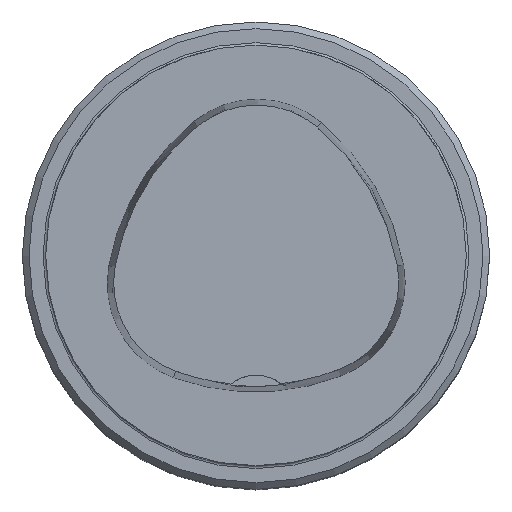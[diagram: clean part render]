
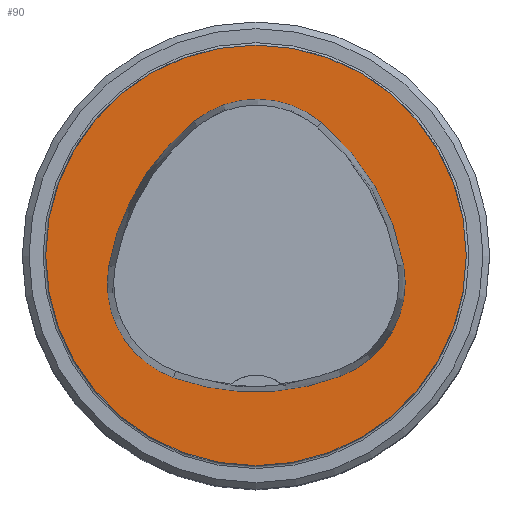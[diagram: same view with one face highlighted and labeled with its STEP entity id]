
A CAD part, top view. The second image highlights one B-rep face of the part: STEP entity #90.
In plain terms, the highlighted planar face has unit normal (0, 0, 1).
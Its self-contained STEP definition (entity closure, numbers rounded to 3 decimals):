
#34=PLANE('',#505);
#90=ADVANCED_FACE('',(#172,#173),#34,.T.);
#172=FACE_BOUND('',#197,.T.);
#173=FACE_BOUND('',#198,.T.);
#197=EDGE_LOOP('',(#278,#279,#280,#281,#282,#283));
#198=EDGE_LOOP('',(#284));
#278=ORIENTED_EDGE('',*,*,#411,.T.);
#279=ORIENTED_EDGE('',*,*,#391,.T.);
#280=ORIENTED_EDGE('',*,*,#395,.T.);
#281=ORIENTED_EDGE('',*,*,#398,.T.);
#282=ORIENTED_EDGE('',*,*,#401,.T.);
#283=ORIENTED_EDGE('',*,*,#409,.T.);
#284=ORIENTED_EDGE('',*,*,#382,.F.);
#343=VERTEX_POINT('',#705);
#352=VERTEX_POINT('',#724);
#353=VERTEX_POINT('',#725);
#356=VERTEX_POINT('',#733);
#358=VERTEX_POINT('',#739);
#360=VERTEX_POINT('',#745);
#367=VERTEX_POINT('',#766);
#382=EDGE_CURVE('',#343,#343,#429,.T.);
#391=EDGE_CURVE('',#352,#353,#430,.T.);
#395=EDGE_CURVE('',#353,#356,#432,.T.);
#398=EDGE_CURVE('',#356,#358,#434,.T.);
#401=EDGE_CURVE('',#358,#360,#436,.T.);
#409=EDGE_CURVE('',#360,#367,#440,.T.);
#411=EDGE_CURVE('',#367,#352,#442,.T.);
#429=CIRCLE('',#477,31.5);
#430=CIRCLE('',#483,36.);
#432=CIRCLE('',#486,15.);
#434=CIRCLE('',#489,36.);
#436=CIRCLE('',#492,15.);
#440=CIRCLE('',#497,36.);
#442=CIRCLE('',#500,15.);
#477=AXIS2_PLACEMENT_3D('',#704,#554,#555);
#483=AXIS2_PLACEMENT_3D('',#723,#570,#571);
#486=AXIS2_PLACEMENT_3D('',#732,#578,#579);
#489=AXIS2_PLACEMENT_3D('',#738,#585,#586);
#492=AXIS2_PLACEMENT_3D('',#744,#592,#593);
#497=AXIS2_PLACEMENT_3D('',#767,#604,#605);
#500=AXIS2_PLACEMENT_3D('',#770,#610,#611);
#505=AXIS2_PLACEMENT_3D('',#775,#620,#621);
#554=DIRECTION('',(0.,0.,-1.));
#555=DIRECTION('',(-1.,0.,0.));
#570=DIRECTION('',(0.,0.,-1.));
#571=DIRECTION('',(-1.,0.,0.));
#578=DIRECTION('',(0.,0.,-1.));
#579=DIRECTION('',(-1.,0.,0.));
#585=DIRECTION('',(0.,0.,-1.));
#586=DIRECTION('',(-1.,0.,0.));
#592=DIRECTION('',(0.,0.,-1.));
#593=DIRECTION('',(-1.,0.,0.));
#604=DIRECTION('',(0.,0.,-1.));
#605=DIRECTION('',(-1.,0.,0.));
#610=DIRECTION('',(0.,0.,-1.));
#611=DIRECTION('',(-1.,0.,0.));
#620=DIRECTION('',(0.,0.,1.));
#621=DIRECTION('',(1.,0.,0.));
#704=CARTESIAN_POINT('',(0.,0.,0.));
#705=CARTESIAN_POINT('',(-31.5,0.,0.));
#723=CARTESIAN_POINT('',(13.398,-7.893,0.));
#724=CARTESIAN_POINT('',(-22.041,-1.562,0.));
#725=CARTESIAN_POINT('',(-9.317,20.036,0.));
#732=CARTESIAN_POINT('',(0.148,8.399,0.));
#733=CARTESIAN_POINT('',(9.779,19.898,0.));
#738=CARTESIAN_POINT('',(-13.337,-7.7,0.));
#739=CARTESIAN_POINT('',(22.122,-1.48,0.));
#744=CARTESIAN_POINT('',(7.347,-4.071,0.));
#745=CARTESIAN_POINT('',(12.693,-18.087,0.));
#766=CARTESIAN_POINT('',(-12.373,-18.307,0.));
#767=CARTESIAN_POINT('',(-0.137,15.55,0.));
#770=CARTESIAN_POINT('',(-7.275,-4.2,0.));
#775=CARTESIAN_POINT('',(0.,0.,0.));
